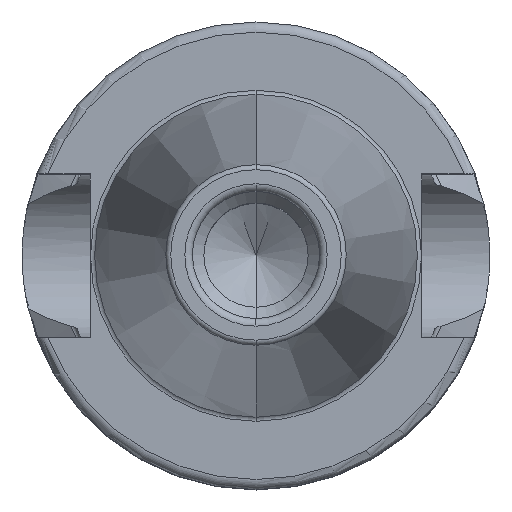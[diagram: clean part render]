
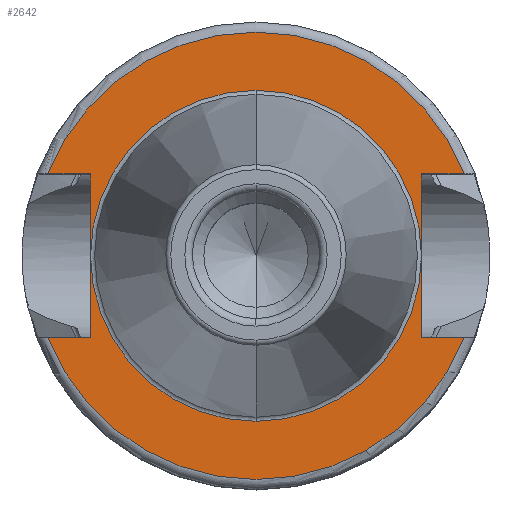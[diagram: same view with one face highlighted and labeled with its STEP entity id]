
A CAD part, top view. The second image highlights one B-rep face of the part: STEP entity #2642.
In plain terms, the highlighted planar face has unit normal (0, 0, 1).
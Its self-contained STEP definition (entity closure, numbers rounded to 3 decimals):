
#427=DIRECTION('',(1,0,0));
#428=VECTOR('',#427,4.174);
#429=CARTESIAN_POINT('',(-20.474,-8.05,20));
#430=LINE('',#429,#428);
#431=DIRECTION('',(0,1,0));
#432=VECTOR('',#431,16.1);
#433=CARTESIAN_POINT('',(-16.3,-8.05,20));
#434=LINE('',#433,#432);
#435=DIRECTION('',(1,0,0));
#436=VECTOR('',#435,4.174);
#437=CARTESIAN_POINT('',(-20.474,8.05,20));
#438=LINE('',#437,#436);
#439=DIRECTION('',(-1,0,0));
#440=VECTOR('',#439,4.174);
#441=CARTESIAN_POINT('',(20.474,8.05,20));
#442=LINE('',#441,#440);
#443=DIRECTION('',(0,-1,0));
#444=VECTOR('',#443,16.1);
#445=CARTESIAN_POINT('',(16.3,8.05,20));
#446=LINE('',#445,#444);
#447=DIRECTION('',(-1,0,0));
#448=VECTOR('',#447,4.174);
#449=CARTESIAN_POINT('',(20.474,-8.05,20));
#450=LINE('',#449,#448);
#461=CARTESIAN_POINT('',(0,0,20));
#462=DIRECTION('',(0,0,1));
#463=DIRECTION('',(0,1,0));
#464=AXIS2_PLACEMENT_3D('',#461,#462,#463);
#466=CARTESIAN_POINT('',(0,0,20));
#467=DIRECTION('',(0,0,-1));
#468=DIRECTION('',(0,1,0));
#469=AXIS2_PLACEMENT_3D('',#466,#467,#468);
#760=CARTESIAN_POINT('',(0,0,20));
#761=DIRECTION('',(0,0,1));
#762=DIRECTION('',(-0.931,-0.366,0));
#763=AXIS2_PLACEMENT_3D('',#760,#761,#762);
#777=CARTESIAN_POINT('',(0,0,20));
#778=DIRECTION('',(0,0,1));
#779=DIRECTION('',(0.931,0.366,0));
#780=AXIS2_PLACEMENT_3D('',#777,#778,#779);
#1887=CARTESIAN_POINT('',(-20.474,-8.05,20));
#1888=CARTESIAN_POINT('',(-16.3,-8.05,20));
#1889=VERTEX_POINT('',#1887);
#1890=VERTEX_POINT('',#1888);
#1891=CARTESIAN_POINT('',(-16.3,8.05,20));
#1892=VERTEX_POINT('',#1891);
#1893=CARTESIAN_POINT('',(-20.474,8.05,20));
#1894=VERTEX_POINT('',#1893);
#1895=CARTESIAN_POINT('',(16.3,8.05,20));
#1896=CARTESIAN_POINT('',(16.3,-8.05,20));
#1897=VERTEX_POINT('',#1895);
#1898=VERTEX_POINT('',#1896);
#1899=CARTESIAN_POINT('',(20.474,-8.05,20));
#1900=VERTEX_POINT('',#1899);
#1901=CARTESIAN_POINT('',(20.474,8.05,20));
#1902=VERTEX_POINT('',#1901);
#1945=CARTESIAN_POINT('',(0,16.275,20));
#1947=VERTEX_POINT('',#1945);
#1951=CARTESIAN_POINT('',(0,-16.275,20));
#1953=VERTEX_POINT('',#1951);
#2619=CARTESIAN_POINT('',(0,0,20));
#2620=DIRECTION('',(0,0,-1));
#2621=DIRECTION('',(0,-1,0));
#2622=AXIS2_PLACEMENT_3D('',#2619,#2620,#2621);
#2623=PLANE('',#2622);
#2624=ORIENTED_EDGE('',*,*,#2610,.T.);
#2625=ORIENTED_EDGE('',*,*,#2435,.T.);
#2626=ORIENTED_EDGE('',*,*,#2454,.F.);
#2628=ORIENTED_EDGE('',*,*,#2627,.F.);
#2629=ORIENTED_EDGE('',*,*,#2535,.T.);
#2630=ORIENTED_EDGE('',*,*,#2553,.T.);
#2631=ORIENTED_EDGE('',*,*,#2570,.F.);
#2633=ORIENTED_EDGE('',*,*,#2632,.F.);
#2634=EDGE_LOOP('',(#2624,#2625,#2626,#2628,#2629,#2630,#2631,#2633));
#2635=FACE_OUTER_BOUND('',#2634,.F.);
#2637=ORIENTED_EDGE('',*,*,#2636,.T.);
#2639=ORIENTED_EDGE('',*,*,#2638,.F.);
#2640=EDGE_LOOP('',(#2637,#2639));
#2641=FACE_BOUND('',#2640,.F.);
#2642=ADVANCED_FACE('',(#2635,#2641),#2623,.F.);
#465=CIRCLE('',#464,16.275);
#470=CIRCLE('',#469,16.275);
#764=CIRCLE('',#763,22);
#781=CIRCLE('',#780,22);
#2435=EDGE_CURVE('',#1890,#1892,#434,.T.);
#2454=EDGE_CURVE('',#1894,#1892,#438,.T.);
#2535=EDGE_CURVE('',#1902,#1897,#442,.T.);
#2553=EDGE_CURVE('',#1897,#1898,#446,.T.);
#2570=EDGE_CURVE('',#1900,#1898,#450,.T.);
#2610=EDGE_CURVE('',#1889,#1890,#430,.T.);
#2627=EDGE_CURVE('',#1902,#1894,#781,.T.);
#2632=EDGE_CURVE('',#1889,#1900,#764,.T.);
#2636=EDGE_CURVE('',#1947,#1953,#465,.T.);
#2638=EDGE_CURVE('',#1947,#1953,#470,.T.);
